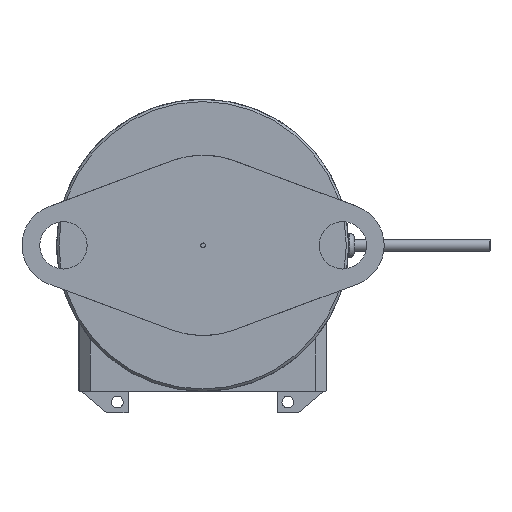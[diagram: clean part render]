
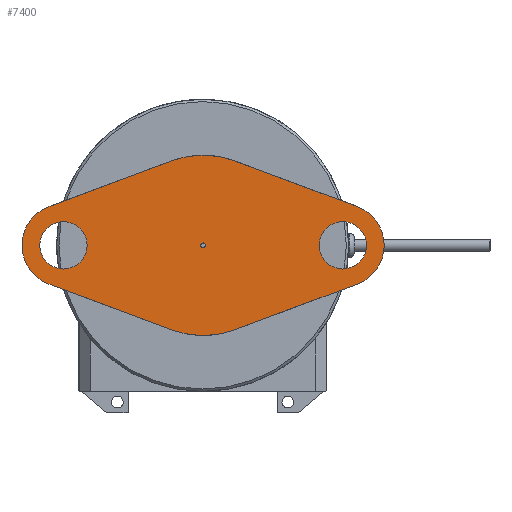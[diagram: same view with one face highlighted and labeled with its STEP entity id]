
A CAD part, left-side view. The second image highlights one B-rep face of the part: STEP entity #7400.
In plain terms, the highlighted planar face has unit normal (-1, 0, 0).
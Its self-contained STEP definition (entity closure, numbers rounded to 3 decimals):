
#382=FACE_BOUND('',#2275,.T.);
#383=FACE_BOUND('',#2276,.T.);
#384=FACE_BOUND('',#2277,.T.);
#447=LINE('',#11247,#1045);
#450=LINE('',#11254,#1048);
#452=LINE('',#11264,#1050);
#455=LINE('',#11270,#1053);
#1045=VECTOR('',#8745,10.);
#1048=VECTOR('',#8754,10.);
#1050=VECTOR('',#8766,10.);
#1053=VECTOR('',#8771,10.);
#1642=PLANE('',#7908);
#1841=FACE_OUTER_BOUND('',#2274,.T.);
#2274=EDGE_LOOP('',(#5159,#5160,#5161,#5162,#5163,#5164,#5165,#5166,#5167));
#2275=EDGE_LOOP('',(#5168));
#2276=EDGE_LOOP('',(#5169));
#2277=EDGE_LOOP('',(#5170));
#2815=CIRCLE('',#7877,38.05);
#2818=CIRCLE('',#7882,38.05);
#2820=CIRCLE('',#7884,38.05);
#2821=CIRCLE('',#7886,10.);
#2822=CIRCLE('',#7889,17.5);
#2824=CIRCLE('',#7894,10.);
#2825=CIRCLE('',#7899,17.5);
#2827=CIRCLE('',#7903,1.);
#3233=VERTEX_POINT('',#10980);
#3236=VERTEX_POINT('',#11004);
#3242=VERTEX_POINT('',#11026);
#3243=VERTEX_POINT('',#11028);
#3247=VERTEX_POINT('',#11073);
#3255=VERTEX_POINT('',#11242);
#3256=VERTEX_POINT('',#11246);
#3257=VERTEX_POINT('',#11250);
#3259=VERTEX_POINT('',#11259);
#3260=VERTEX_POINT('',#11263);
#3262=VERTEX_POINT('',#11269);
#3264=VERTEX_POINT('',#11280);
#3961=EDGE_CURVE('',#3233,#3236,#2815,.T.);
#3968=EDGE_CURVE('',#3243,#3242,#2818,.T.);
#3974=EDGE_CURVE('',#3247,#3243,#2820,.T.);
#3985=EDGE_CURVE('',#3255,#3255,#2821,.T.);
#3986=EDGE_CURVE('',#3242,#3256,#447,.T.);
#3988=EDGE_CURVE('',#3256,#3257,#2822,.T.);
#3990=EDGE_CURVE('',#3233,#3257,#450,.T.);
#3994=EDGE_CURVE('',#3259,#3259,#2824,.T.);
#3995=EDGE_CURVE('',#3260,#3247,#452,.T.);
#3998=EDGE_CURVE('',#3262,#3236,#455,.T.);
#4002=EDGE_CURVE('',#3262,#3260,#2825,.T.);
#4004=EDGE_CURVE('',#3264,#3264,#2827,.T.);
#5159=ORIENTED_EDGE('',*,*,#3974,.T.);
#5160=ORIENTED_EDGE('',*,*,#3968,.T.);
#5161=ORIENTED_EDGE('',*,*,#3986,.T.);
#5162=ORIENTED_EDGE('',*,*,#3988,.T.);
#5163=ORIENTED_EDGE('',*,*,#3990,.F.);
#5164=ORIENTED_EDGE('',*,*,#3961,.T.);
#5165=ORIENTED_EDGE('',*,*,#3998,.F.);
#5166=ORIENTED_EDGE('',*,*,#4002,.T.);
#5167=ORIENTED_EDGE('',*,*,#3995,.T.);
#5168=ORIENTED_EDGE('',*,*,#3985,.T.);
#5169=ORIENTED_EDGE('',*,*,#3994,.T.);
#5170=ORIENTED_EDGE('',*,*,#4004,.T.);
#7400=ADVANCED_FACE('',(#1841,#382,#383,#384),#1642,.T.);
#7877=AXIS2_PLACEMENT_3D('',#11006,#8718,#8719);
#7882=AXIS2_PLACEMENT_3D('',#11029,#8729,#8730);
#7884=AXIS2_PLACEMENT_3D('',#11074,#8735,#8736);
#7886=AXIS2_PLACEMENT_3D('',#11244,#8741,#8742);
#7889=AXIS2_PLACEMENT_3D('',#11251,#8749,#8750);
#7894=AXIS2_PLACEMENT_3D('',#11261,#8762,#8763);
#7899=AXIS2_PLACEMENT_3D('',#11276,#8778,#8779);
#7903=AXIS2_PLACEMENT_3D('',#11281,#8786,#8787);
#7908=AXIS2_PLACEMENT_3D('',#11289,#8797,#8798);
#8718=DIRECTION('center_axis',(-1.,0.,0.));
#8719=DIRECTION('ref_axis',(0.,-1.,0.));
#8729=DIRECTION('center_axis',(-1.,0.,0.));
#8730=DIRECTION('ref_axis',(0.,-1.,0.));
#8735=DIRECTION('center_axis',(-1.,0.,0.));
#8736=DIRECTION('ref_axis',(0.,-1.,0.));
#8741=DIRECTION('center_axis',(1.,0.,0.));
#8742=DIRECTION('ref_axis',(0.,-1.,0.));
#8745=DIRECTION('',(0.,-0.937,0.348));
#8749=DIRECTION('center_axis',(-1.,0.,0.));
#8750=DIRECTION('ref_axis',(0.,-1.,0.));
#8754=DIRECTION('',(0.,-0.937,-0.348));
#8762=DIRECTION('center_axis',(1.,0.,0.));
#8763=DIRECTION('ref_axis',(0.,-1.,0.));
#8766=DIRECTION('',(0.,-0.937,-0.348));
#8771=DIRECTION('',(0.,-0.937,0.348));
#8778=DIRECTION('center_axis',(-1.,0.,0.));
#8779=DIRECTION('ref_axis',(0.,-1.,0.));
#8786=DIRECTION('center_axis',(1.,0.,0.));
#8787=DIRECTION('ref_axis',(0.,-1.,0.));
#8797=DIRECTION('center_axis',(-1.,0.,0.));
#8798=DIRECTION('ref_axis',(0.,-1.,0.));
#10980=CARTESIAN_POINT('',(118.,-13.253,35.667));
#11004=CARTESIAN_POINT('',(118.,13.253,35.667));
#11006=CARTESIAN_POINT('Origin',(118.,0.,0.));
#11026=CARTESIAN_POINT('',(118.,-13.253,-35.667));
#11028=CARTESIAN_POINT('',(118.,0.,-38.05));
#11029=CARTESIAN_POINT('Origin',(118.,0.,0.));
#11073=CARTESIAN_POINT('',(118.,13.253,-35.667));
#11074=CARTESIAN_POINT('Origin',(118.,0.,0.));
#11242=CARTESIAN_POINT('',(118.,-49.,0.));
#11244=CARTESIAN_POINT('Origin',(118.,-59.,0.));
#11246=CARTESIAN_POINT('',(118.,-65.095,-16.404));
#11247=CARTESIAN_POINT('',(118.,-13.253,-35.667));
#11250=CARTESIAN_POINT('',(118.,-65.095,16.404));
#11251=CARTESIAN_POINT('Origin',(118.,-59.,0.));
#11254=CARTESIAN_POINT('',(118.,-13.253,35.667));
#11259=CARTESIAN_POINT('',(118.,69.,0.));
#11261=CARTESIAN_POINT('Origin',(118.,59.,0.));
#11263=CARTESIAN_POINT('',(118.,65.095,-16.404));
#11264=CARTESIAN_POINT('',(118.,65.095,-16.404));
#11269=CARTESIAN_POINT('',(118.,65.095,16.404));
#11270=CARTESIAN_POINT('',(118.,65.095,16.404));
#11276=CARTESIAN_POINT('Origin',(118.,59.,0.));
#11280=CARTESIAN_POINT('',(118.,1.,0.));
#11281=CARTESIAN_POINT('Origin',(118.,0.,0.));
#11289=CARTESIAN_POINT('Origin',(118.,0.,0.));
